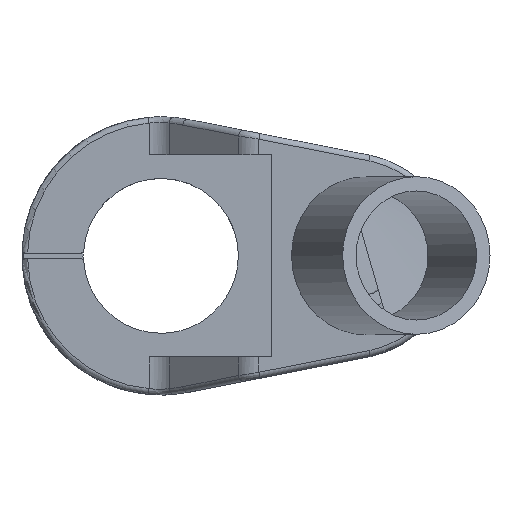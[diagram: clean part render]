
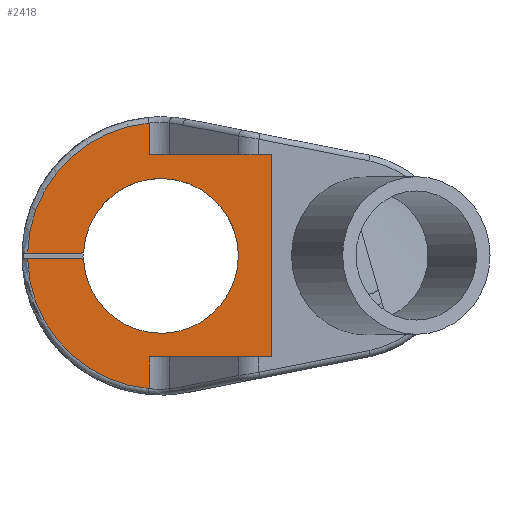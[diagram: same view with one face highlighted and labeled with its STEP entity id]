
A CAD part, top view. The second image highlights one B-rep face of the part: STEP entity #2418.
In plain terms, the highlighted planar face has unit normal (0, 0, 1).
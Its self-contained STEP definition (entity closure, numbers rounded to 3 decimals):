
#192=PLANE('',#2692);
#295=FACE_OUTER_BOUND('',#462,.T.);
#462=EDGE_LOOP('',(#1844,#1845,#1846,#1847,#1848,#1849,#1850,#1851,#1852,
#1853,#1854,#1855));
#609=LINE('',#3947,#758);
#611=LINE('',#3954,#760);
#614=LINE('',#3966,#763);
#620=LINE('',#3987,#769);
#625=LINE('',#4007,#774);
#642=LINE('',#4315,#791);
#643=LINE('',#4320,#792);
#758=VECTOR('',#3094,10.);
#760=VECTOR('',#3100,10.);
#763=VECTOR('',#3111,10.);
#769=VECTOR('',#3127,10.);
#774=VECTOR('',#3142,10.);
#791=VECTOR('',#3237,10.);
#792=VECTOR('',#3242,10.);
#909=CIRCLE('',#2665,46.5);
#925=CIRCLE('',#2688,46.5);
#927=CIRCLE('',#2693,1.);
#928=CIRCLE('',#2694,1.);
#929=CIRCLE('',#2695,27.);
#1075=VERTEX_POINT('',#3940);
#1078=VERTEX_POINT('',#3945);
#1081=VERTEX_POINT('',#3953);
#1086=VERTEX_POINT('',#3964);
#1091=VERTEX_POINT('',#3981);
#1096=VERTEX_POINT('',#4001);
#1113=VERTEX_POINT('',#4052);
#1122=VERTEX_POINT('',#4285);
#1126=VERTEX_POINT('',#4313);
#1127=VERTEX_POINT('',#4317);
#1128=VERTEX_POINT('',#4318);
#1129=VERTEX_POINT('',#4321);
#1315=EDGE_CURVE('',#1075,#1078,#609,.T.);
#1318=EDGE_CURVE('',#1081,#1075,#611,.T.);
#1324=EDGE_CURVE('',#1078,#1086,#614,.T.);
#1333=EDGE_CURVE('',#1081,#1091,#620,.T.);
#1341=EDGE_CURVE('',#1096,#1086,#625,.T.);
#1361=EDGE_CURVE('',#1113,#1096,#909,.T.);
#1384=EDGE_CURVE('',#1091,#1122,#925,.T.);
#1391=EDGE_CURVE('',#1113,#1126,#642,.T.);
#1392=EDGE_CURVE('',#1127,#1128,#927,.T.);
#1393=EDGE_CURVE('',#1127,#1122,#643,.T.);
#1394=EDGE_CURVE('',#1129,#1126,#928,.T.);
#1395=EDGE_CURVE('',#1128,#1129,#929,.T.);
#1844=ORIENTED_EDGE('',*,*,#1392,.F.);
#1845=ORIENTED_EDGE('',*,*,#1393,.T.);
#1846=ORIENTED_EDGE('',*,*,#1384,.F.);
#1847=ORIENTED_EDGE('',*,*,#1333,.F.);
#1848=ORIENTED_EDGE('',*,*,#1318,.T.);
#1849=ORIENTED_EDGE('',*,*,#1315,.T.);
#1850=ORIENTED_EDGE('',*,*,#1324,.T.);
#1851=ORIENTED_EDGE('',*,*,#1341,.F.);
#1852=ORIENTED_EDGE('',*,*,#1361,.F.);
#1853=ORIENTED_EDGE('',*,*,#1391,.T.);
#1854=ORIENTED_EDGE('',*,*,#1394,.F.);
#1855=ORIENTED_EDGE('',*,*,#1395,.F.);
#2418=ADVANCED_FACE('',(#295),#192,.F.);
#2665=AXIS2_PLACEMENT_3D('',#4053,#3178,#3179);
#2688=AXIS2_PLACEMENT_3D('',#4286,#3226,#3227);
#2692=AXIS2_PLACEMENT_3D('',#4316,#3238,#3239);
#2693=AXIS2_PLACEMENT_3D('',#4319,#3240,#3241);
#2694=AXIS2_PLACEMENT_3D('',#4322,#3243,#3244);
#2695=AXIS2_PLACEMENT_3D('',#4323,#3245,#3246);
#3094=DIRECTION('',(0.,1.,0.));
#3100=DIRECTION('',(1.,0.,0.));
#3111=DIRECTION('',(-1.,0.,0.));
#3127=DIRECTION('',(0.,-1.,0.));
#3142=DIRECTION('',(0.,-1.,0.));
#3178=DIRECTION('center_axis',(0.,0.,
-1.));
#3179=DIRECTION('ref_axis',(-0.73,0.684,0.));
#3226=DIRECTION('center_axis',(0.,0.,
-1.));
#3227=DIRECTION('ref_axis',(-0.73,-0.684,0.));
#3237=DIRECTION('',(1.,0.,0.));
#3238=DIRECTION('center_axis',(0.,0.,
-1.));
#3239=DIRECTION('ref_axis',(1.,0.,0.));
#3240=DIRECTION('center_axis',(0.,0.,
-1.));
#3241=DIRECTION('ref_axis',(0.681,0.732,0.));
#3242=DIRECTION('',(-1.,0.,0.));
#3243=DIRECTION('center_axis',(0.,0.,
-1.));
#3244=DIRECTION('ref_axis',(0.681,-0.732,0.));
#3245=DIRECTION('center_axis',(0.,0.,
1.));
#3246=DIRECTION('ref_axis',(1.,0.,0.));
#3940=CARTESIAN_POINT('',(77.2,11.8,-5.5));
#3945=CARTESIAN_POINT('',(77.2,82.2,-5.5));
#3947=CARTESIAN_POINT('',(77.2,15.,-5.5));
#3953=CARTESIAN_POINT('',(34.358,11.8,-5.5));
#3954=CARTESIAN_POINT('',(57.85,11.8,-5.5));
#3964=CARTESIAN_POINT('',(34.358,82.2,-5.5));
#3966=CARTESIAN_POINT('',(38.5,82.2,-5.5));
#3981=CARTESIAN_POINT('',(34.358,0.685,-5.5));
#3987=CARTESIAN_POINT('',(34.358,38.2,-5.5));
#4001=CARTESIAN_POINT('',(34.358,93.315,-5.5));
#4007=CARTESIAN_POINT('',(34.358,59.125,-5.5));
#4052=CARTESIAN_POINT('',(-7.989,48.,-5.5));
#4053=CARTESIAN_POINT('Origin',(38.5,47.,-5.5));
#4285=CARTESIAN_POINT('',(-7.989,46.,-5.5));
#4286=CARTESIAN_POINT('Origin',(38.5,47.,-5.5));
#4313=CARTESIAN_POINT('',(10.572,48.,-5.5));
#4315=CARTESIAN_POINT('',(25.009,48.,-5.5));
#4316=CARTESIAN_POINT('Origin',(38.5,47.,-5.5));
#4317=CARTESIAN_POINT('',(10.572,46.,-5.5));
#4318=CARTESIAN_POINT('',(11.569,45.071,-5.5));
#4319=CARTESIAN_POINT('Origin',(10.572,45.,-5.5));
#4320=CARTESIAN_POINT('',(14.255,46.,-5.5));
#4321=CARTESIAN_POINT('',(11.569,48.929,-5.5));
#4322=CARTESIAN_POINT('Origin',(10.572,49.,-5.5));
#4323=CARTESIAN_POINT('Origin',(38.5,47.,-5.5));
